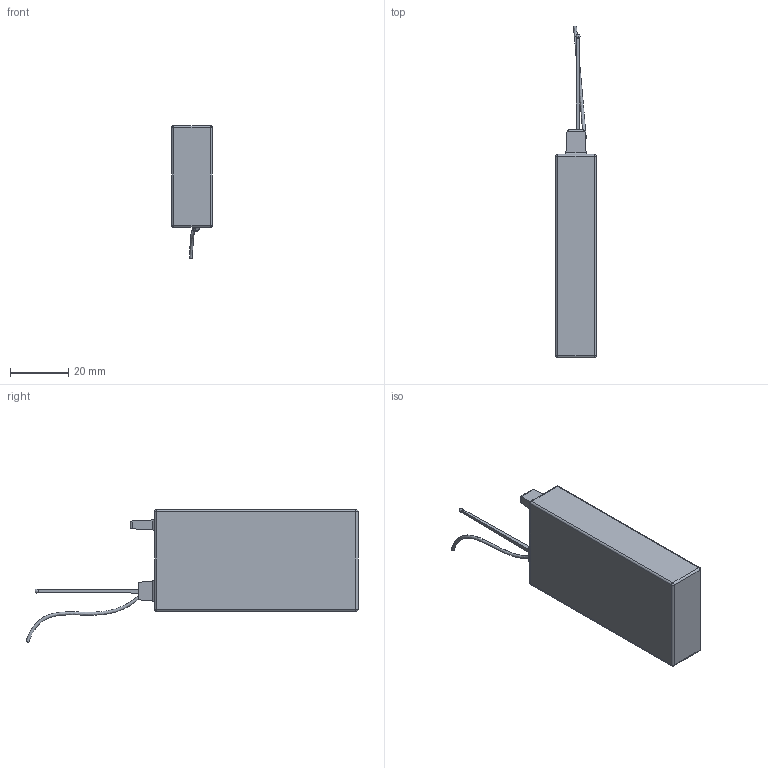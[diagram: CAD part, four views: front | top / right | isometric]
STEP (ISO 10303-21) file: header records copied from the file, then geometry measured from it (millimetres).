
FILE_DESCRIPTION(/* description */ (''),/* implementation_level */ '2;1');
FILE_NAME(/* name */ 'ESC v2.step',/* time_stamp */ '2025-07-15T10:10:22+05:30',/* author */ (''),/* organization */ (''),/* preprocessor_version */ 'ST-DEVELOPER v20.1',/* originating_system */ 'Autodesk Translation Framework v14.4.0.0',/* authorisation */ '');
FILE_SCHEMA (('AUTOMOTIVE_DESIGN { 1 0 10303 214 3 1 1 }'));
Length unit declared in the file: millimetre
Products named in the file (1): ESC
Bounding box: 14 x 114.21 x 45.66 mm (x, y, z)
Volume: 34681.8 mm3; surface area: 8294.6 mm2
Topology: 1 solids, 1 shells, 86 faces, 198 edges, 120 vertices
Faces by surface type: plane 52, cylinder 24, sphere 9, bspline 1
Entity records: 2518 total; most frequent: CARTESIAN_POINT 525, DIRECTION 413, ORIENTED_EDGE 392, EDGE_CURVE 196, LINE 145, VECTOR 145, AXIS2_PLACEMENT_3D 134, VERTEX_POINT 120
